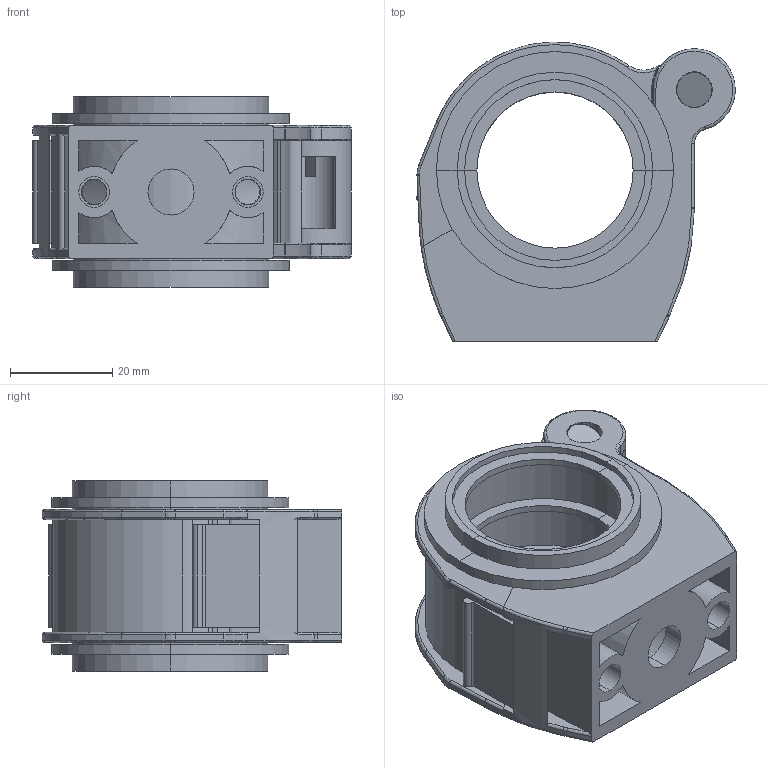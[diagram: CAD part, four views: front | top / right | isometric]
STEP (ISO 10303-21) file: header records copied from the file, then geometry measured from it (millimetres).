
FILE_DESCRIPTION (( 'STEP AP214' ), '1' );
FILE_NAME ('P8223.STEP', '2021-08-18T10:54:58', ( '' ), ( '' ), 'SwSTEP 2.0', 'SolidWorks 2019', '' );
FILE_SCHEMA (( 'AUTOMOTIVE_DESIGN' ));
Length unit declared in the file: millimetre
Products named in the file (1): P8223
Bounding box: 62.2 x 58.48 x 37.2 mm (x, y, z)
Volume: 34201.3 mm3; surface area: 34489.9 mm2
Topology: 4 solids, 4 shells, 930 faces, 2407 edges, 1538 vertices
Faces by surface type: plane 448, bspline 248, cylinder 234
Entity records: 55836 total; most frequent: CARTESIAN_POINT 24338, ORIENTED_EDGE 4798, DIRECTION 3761, EDGE_CURVE 2399, VERTEX_POINT 1538, VECTOR 1483, LINE 1483, AXIS2_PLACEMENT_3D 1139
